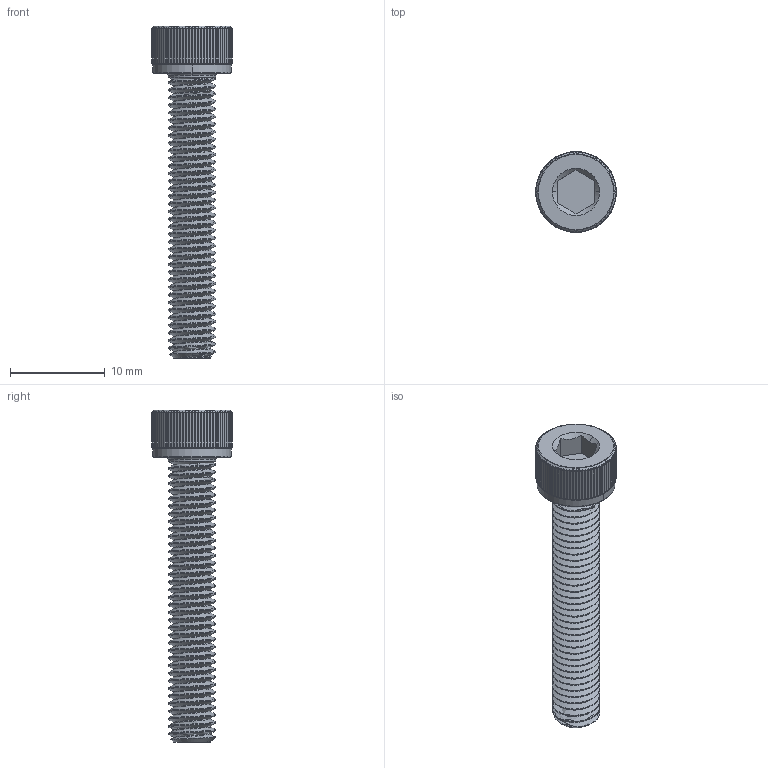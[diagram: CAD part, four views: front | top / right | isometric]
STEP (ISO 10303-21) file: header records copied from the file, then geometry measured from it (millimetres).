
FILE_DESCRIPTION (( 'STEP AP203' ), '1' );
FILE_NAME ('91290A194_Black-Oxide Alloy Steel Socket Head Screw.STEP', '2026-01-08T19:30:47', ( 'McMaster Carr Supply' ), ( 'McMaster Carr Supply' ), 'SwSTEP 2.0', 'SolidWorks 2024', '' );
FILE_SCHEMA (( 'CONFIG_CONTROL_DESIGN' ));
Length unit declared in the file: millimetre
Products named in the file (1): 91290A194_Black-Oxide Alloy Steel Socket Head Screw
Bounding box: 8.5 x 8.5 x 35 mm (x, y, z)
Volume: 724.1 mm3; surface area: 1032.3 mm2
Topology: 1 solids, 1 shells, 603 faces, 1783 edges, 1184 vertices
Faces by surface type: cylinder 251, plane 170, torus 168, cone 11, bspline 3
Entity records: 31960 total; most frequent: CARTESIAN_POINT 17575, ORIENTED_EDGE 3566, DIRECTION 2338, EDGE_CURVE 1783, VERTEX_POINT 1184, AXIS2_PLACEMENT_3D 953, B_SPLINE_CURVE_WITH_KNOTS 851, EDGE_LOOP 605
